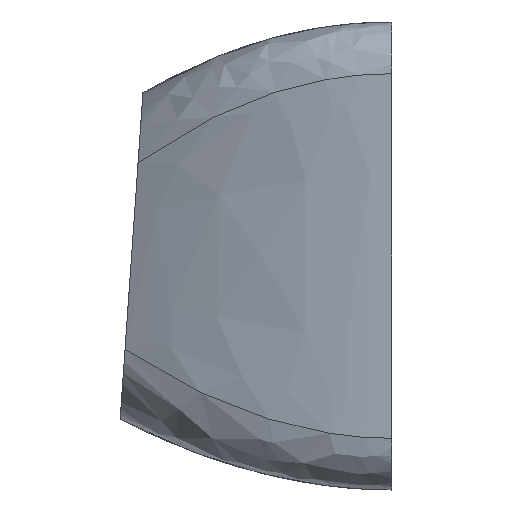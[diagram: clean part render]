
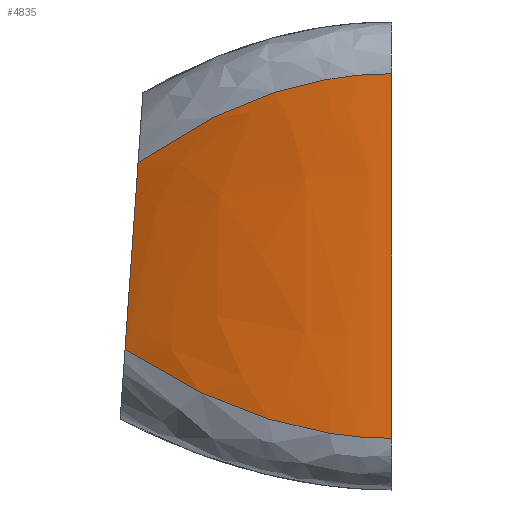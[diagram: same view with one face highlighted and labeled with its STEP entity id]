
A CAD part, left-side view. The second image highlights one B-rep face of the part: STEP entity #4835.
In plain terms, the highlighted free-form (B-spline) face has degree [3, 3] with [4, 4] control points.
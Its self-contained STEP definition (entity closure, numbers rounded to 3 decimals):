
#196=B_SPLINE_CURVE_WITH_KNOTS('',3,(#8601,#8602,#8603,#8604),
 .UNSPECIFIED.,.F.,.F.,(4,4),(0.,1.),.UNSPECIFIED.);
#197=B_SPLINE_CURVE_WITH_KNOTS('',3,(#8605,#8606,#8607,#8608),
 .UNSPECIFIED.,.F.,.F.,(4,4),(0.,1.),.UNSPECIFIED.);
#266=B_SPLINE_SURFACE_WITH_KNOTS('',3,3,((#8585,#8586,#8587,#8588),(#8589,
#8590,#8591,#8592),(#8593,#8594,#8595,#8596),(#8597,#8598,#8599,#8600)),
 .UNSPECIFIED.,.F.,.F.,.F.,(4,4),(4,4),(0.,1.),(0.,1.),.UNSPECIFIED.);
#468=FACE_OUTER_BOUND('',#753,.T.);
#753=EDGE_LOOP('',(#4111,#4112,#4113,#4114));
#1178=LINE('',#7934,#1717);
#1218=LINE('',#8570,#1757);
#1717=VECTOR('',#5698,10.);
#1757=VECTOR('',#5792,10.);
#2212=VERTEX_POINT('',#7932);
#2213=VERTEX_POINT('',#7933);
#2260=VERTEX_POINT('',#8568);
#2261=VERTEX_POINT('',#8569);
#2826=EDGE_CURVE('',#2212,#2213,#1178,.T.);
#2894=EDGE_CURVE('',#2260,#2261,#1218,.T.);
#2902=EDGE_CURVE('',#2212,#2260,#196,.T.);
#2903=EDGE_CURVE('',#2213,#2261,#197,.T.);
#4111=ORIENTED_EDGE('',*,*,#2826,.F.);
#4112=ORIENTED_EDGE('',*,*,#2902,.T.);
#4113=ORIENTED_EDGE('',*,*,#2894,.T.);
#4114=ORIENTED_EDGE('',*,*,#2903,.F.);
#4835=ADVANCED_FACE('',(#468),#266,.F.);
#5698=DIRECTION('',(0.,-0.07,0.998));
#5792=DIRECTION('',(0.,0.,1.));
#7932=CARTESIAN_POINT('',(2.675,10.32,5.431));
#7933=CARTESIAN_POINT('',(2.675,9.814,12.669));
#7934=CARTESIAN_POINT('',(2.675,10.32,5.431));
#8568=CARTESIAN_POINT('',(0.,0.,2.));
#8569=CARTESIAN_POINT('',(0.,0.,16.1));
#8570=CARTESIAN_POINT('',(0.,0.,2.));
#8585=CARTESIAN_POINT('Ctrl Pts',(2.675,10.32,5.431));
#8586=CARTESIAN_POINT('Ctrl Pts',(0.892,6.88,3.144));
#8587=CARTESIAN_POINT('Ctrl Pts',(0.,3.356,
2.));
#8588=CARTESIAN_POINT('Ctrl Pts',(0.,0.,2.));
#8589=CARTESIAN_POINT('Ctrl Pts',(2.675,10.222,6.841));
#8590=CARTESIAN_POINT('Ctrl Pts',(0.931,6.814,4.776));
#8591=CARTESIAN_POINT('Ctrl Pts',(0.,3.356,
3.047));
#8592=CARTESIAN_POINT('Ctrl Pts',(0.,0.,3.047));
#8593=CARTESIAN_POINT('Ctrl Pts',(2.675,9.913,11.259));
#8594=CARTESIAN_POINT('Ctrl Pts',(0.931,6.608,13.324));
#8595=CARTESIAN_POINT('Ctrl Pts',(0.,3.356,
15.053));
#8596=CARTESIAN_POINT('Ctrl Pts',(0.,0.,15.053));
#8597=CARTESIAN_POINT('Ctrl Pts',(2.675,9.814,12.669));
#8598=CARTESIAN_POINT('Ctrl Pts',(0.892,6.543,14.956));
#8599=CARTESIAN_POINT('Ctrl Pts',(0.,3.356,
16.1));
#8600=CARTESIAN_POINT('Ctrl Pts',(0.,0.,16.1));
#8601=CARTESIAN_POINT('Ctrl Pts',(2.675,10.32,5.431));
#8602=CARTESIAN_POINT('Ctrl Pts',(0.892,6.88,3.144));
#8603=CARTESIAN_POINT('Ctrl Pts',(0.,3.356,
2.));
#8604=CARTESIAN_POINT('Ctrl Pts',(0.,0.,
2.));
#8605=CARTESIAN_POINT('Ctrl Pts',(2.675,9.814,12.669));
#8606=CARTESIAN_POINT('Ctrl Pts',(0.892,6.543,14.956));
#8607=CARTESIAN_POINT('Ctrl Pts',(0.,3.356,
16.1));
#8608=CARTESIAN_POINT('Ctrl Pts',(0.,0.,16.1));
